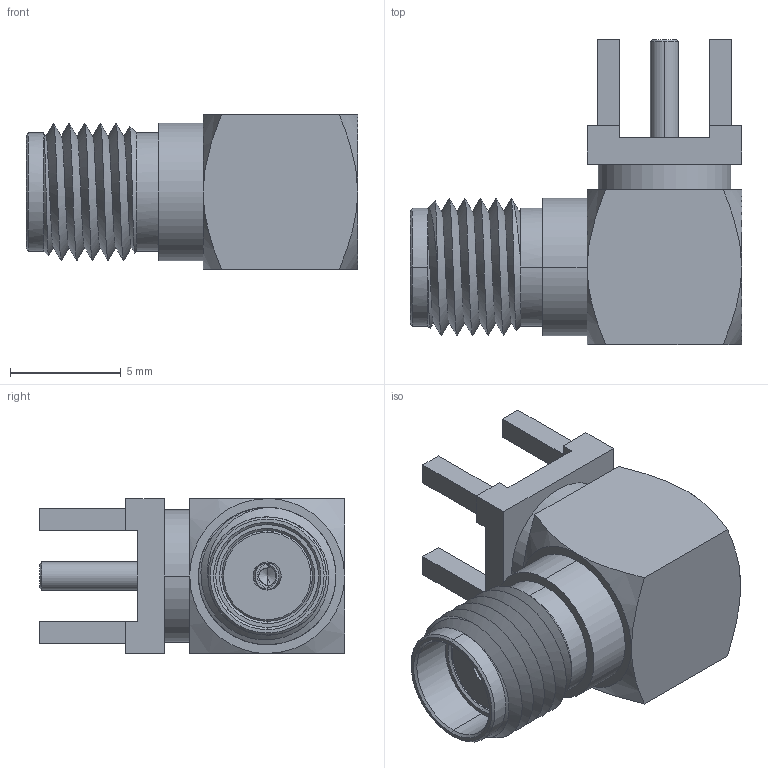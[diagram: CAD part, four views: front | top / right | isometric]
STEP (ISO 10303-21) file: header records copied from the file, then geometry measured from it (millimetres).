
FILE_DESCRIPTION (( 'STEP AP214' ), '1' );
FILE_NAME ('FMCN5189_3D.step', '2024-07-31T17:10:16', ( '' ), ( '' ), 'SwSTEP 2.0', 'SolidWorks 2022', '' );
FILE_SCHEMA (( 'AUTOMOTIVE_DESIGN' ));
Length unit declared in the file: inch
Products named in the file (6): Copy of 2.igs_7^FMCN5189; Copy of 3.igs_7^FMCN5189; Copy of 1.igs_7^FMCN5189; Copy of 4.igs_3^FMCN5189; FMCN5189_3D; Copy of 5.igs_1^FMCN5189
Assembly tree (5 placements, depth 2):
  FMCN5189_3D
    Copy of 1.igs_7^FMCN5189
    Copy of 2.igs_7^FMCN5189
    Copy of 3.igs_7^FMCN5189
    Copy of 4.igs_3^FMCN5189
    Copy of 5.igs_1^FMCN5189
Bounding box: 15 x 13.8 x 7 mm (x, y, z)
Volume: 529.9 mm3; surface area: 1282.1 mm2
Topology: 5 solids, 5 shells, 147 faces, 365 edges, 234 vertices
Faces by surface type: plane 59, cylinder 42, cone 34, bspline 10, torus 2
Entity records: 12458 total; most frequent: CARTESIAN_POINT 7282, ORIENTED_EDGE 726, DIRECTION 640, EDGE_CURVE 363, AXIS2_PLACEMENT_3D 239, VERTEX_POINT 234, EDGE_LOOP 163, VECTOR 162
